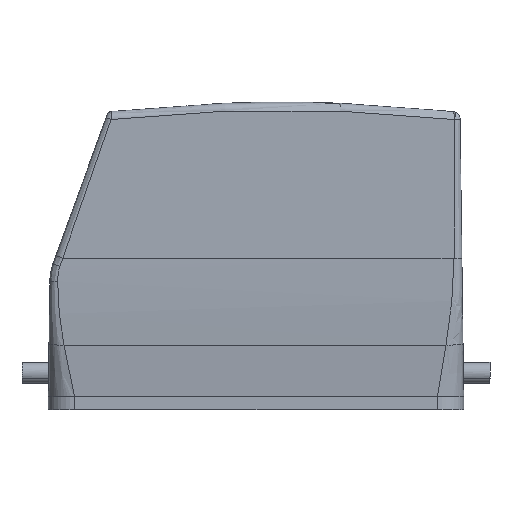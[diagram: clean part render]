
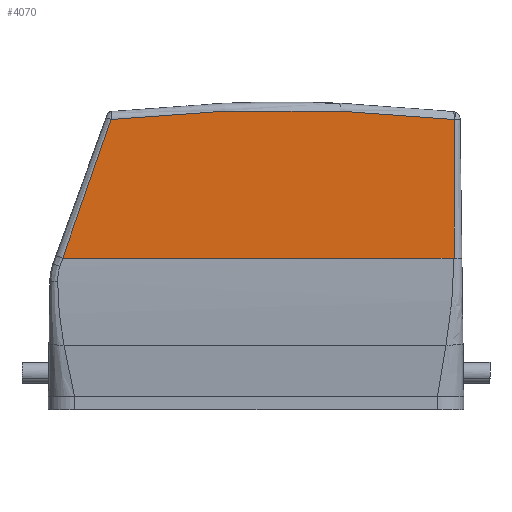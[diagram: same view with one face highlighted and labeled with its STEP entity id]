
A CAD part, left-side view. The second image highlights one B-rep face of the part: STEP entity #4070.
In plain terms, the highlighted planar face has unit normal (-1, 0, 0).
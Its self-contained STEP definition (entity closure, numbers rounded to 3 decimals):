
#4057=AXIS2_PLACEMENT_3D('Plane Axis2P3D',#4054,#4055,#4056) ;
#4061=AXIS2_PLACEMENT_3D('Circle Axis2P3D',#4059,#4060,$) ;
#1882=CARTESIAN_POINT('Line Origine',(0.,43.873,28.847)) ;
#1886=CARTESIAN_POINT('Vertex',(0.,81.259,28.847)) ;
#1888=CARTESIAN_POINT('Vertex',(0.,6.844,28.847)) ;
#2549=CARTESIAN_POINT('Control Point',(0.,72.065,55.218)) ;
#2550=CARTESIAN_POINT('Control Point',(0.,72.087,55.155)) ;
#2551=CARTESIAN_POINT('Control Point',(0.,72.11,55.091)) ;
#2552=CARTESIAN_POINT('Control Point',(0.,72.133,55.027)) ;
#2553=CARTESIAN_POINT('Control Point',(0.,72.2,54.841)) ;
#2554=CARTESIAN_POINT('Control Point',(0.,72.267,54.654)) ;
#2555=CARTESIAN_POINT('Control Point',(0.,72.359,54.399)) ;
#2556=CARTESIAN_POINT('Control Point',(0.,72.442,54.166)) ;
#2557=CARTESIAN_POINT('Control Point',(0.,72.525,53.933)) ;
#2558=CARTESIAN_POINT('Control Point',(0.,72.565,53.822)) ;
#2559=CARTESIAN_POINT('Control Point',(0.,72.644,53.601)) ;
#2560=CARTESIAN_POINT('Control Point',(0.,72.724,53.379)) ;
#2561=CARTESIAN_POINT('Control Point',(0.,72.763,53.268)) ;
#2562=CARTESIAN_POINT('Control Point',(0.,72.882,52.936)) ;
#2563=CARTESIAN_POINT('Control Point',(0.,73.001,52.604)) ;
#2564=CARTESIAN_POINT('Control Point',(0.,73.08,52.382)) ;
#2565=CARTESIAN_POINT('Control Point',(0.,73.317,51.717)) ;
#2566=CARTESIAN_POINT('Control Point',(0.,73.554,51.053)) ;
#2567=CARTESIAN_POINT('Control Point',(0.,73.711,50.609)) ;
#2568=CARTESIAN_POINT('Control Point',(0.,74.249,49.093)) ;
#2569=CARTESIAN_POINT('Control Point',(0.,74.785,47.577)) ;
#2570=CARTESIAN_POINT('Control Point',(0.,75.162,46.505)) ;
#2571=CARTESIAN_POINT('Control Point',(0.,76.292,43.286)) ;
#2572=CARTESIAN_POINT('Control Point',(0.,77.411,40.064)) ;
#2573=CARTESIAN_POINT('Control Point',(0.,78.155,37.913)) ;
#2574=CARTESIAN_POINT('Control Point',(0.,79.224,34.808)) ;
#2575=CARTESIAN_POINT('Control Point',(0.,80.288,31.7)) ;
#2576=CARTESIAN_POINT('Control Point',(0.,80.612,30.749)) ;
#2577=CARTESIAN_POINT('Control Point',(0.,80.936,29.798)) ;
#2578=CARTESIAN_POINT('Control Point',(0.,81.259,28.847)) ;
#2579=CARTESIAN_POINT('Vertex',(0.,72.065,55.218)) ;
#3281=CARTESIAN_POINT('Vertex',(0.,6.689,55.191)) ;
#3445=CARTESIAN_POINT('Control Point',(0.,6.689,55.191)) ;
#3446=CARTESIAN_POINT('Control Point',(0.,6.687,54.862)) ;
#3447=CARTESIAN_POINT('Control Point',(0.,6.685,54.529)) ;
#3448=CARTESIAN_POINT('Control Point',(0.,6.684,54.201)) ;
#3449=CARTESIAN_POINT('Control Point',(0.,6.681,53.539)) ;
#3450=CARTESIAN_POINT('Control Point',(0.,6.678,52.88)) ;
#3451=CARTESIAN_POINT('Control Point',(0.,6.677,52.549)) ;
#3452=CARTESIAN_POINT('Control Point',(0.,6.674,51.559)) ;
#3453=CARTESIAN_POINT('Control Point',(0.,6.672,50.568)) ;
#3454=CARTESIAN_POINT('Control Point',(0.,6.671,49.908)) ;
#3455=CARTESIAN_POINT('Control Point',(0.,6.67,47.928)) ;
#3456=CARTESIAN_POINT('Control Point',(0.,6.674,45.947)) ;
#3457=CARTESIAN_POINT('Control Point',(0.,6.679,44.627)) ;
#3458=CARTESIAN_POINT('Control Point',(0.,6.692,41.988)) ;
#3459=CARTESIAN_POINT('Control Point',(0.,6.711,39.349)) ;
#3460=CARTESIAN_POINT('Control Point',(0.,6.722,38.03)) ;
#3461=CARTESIAN_POINT('Control Point',(0.,6.743,35.825)) ;
#3462=CARTESIAN_POINT('Control Point',(0.,6.768,33.621)) ;
#3463=CARTESIAN_POINT('Control Point',(0.,6.78,32.735)) ;
#3464=CARTESIAN_POINT('Control Point',(0.,6.798,31.417)) ;
#3465=CARTESIAN_POINT('Control Point',(0.,6.821,30.099)) ;
#3466=CARTESIAN_POINT('Control Point',(0.,6.828,29.689)) ;
#3467=CARTESIAN_POINT('Control Point',(0.,6.836,29.272)) ;
#3468=CARTESIAN_POINT('Control Point',(0.,6.844,28.847)) ;
#4054=CARTESIAN_POINT('Axis2P3D Location',(0.,3.596,-25.715)) ;
#4059=CARTESIAN_POINT('Axis2P3D Location',(0.,39.5,-241.5)) ;
#1883=DIRECTION('Vector Direction',(0.,-1.,0.)) ;
#4055=DIRECTION('Axis2P3D Direction',(-1.,0.,0.)) ;
#4056=DIRECTION('Axis2P3D XDirection',(0.,-0.17,0.985)) ;
#4060=DIRECTION('Axis2P3D Direction',(-1.,0.,0.)) ;
#1884=VECTOR('Line Direction',#1883,1.) ;
#4065=ORIENTED_EDGE('',*,*,#4063,.T.) ;
#4066=ORIENTED_EDGE('',*,*,#2581,.F.) ;
#4067=ORIENTED_EDGE('',*,*,#1890,.T.) ;
#4068=ORIENTED_EDGE('',*,*,#3469,.T.) ;
#4070=ADVANCED_FACE('Hood',(#4069),#4058,.T.) ;
#2548=B_SPLINE_CURVE_WITH_KNOTS('',5,(#2549,#2550,#2551,#2552,#2553,#2554,#2555,#2556,#2557,#2558,#2559,#2560,#2561,#2562,#2563,#2564,#2565,#2566,#2567,#2568,#2569,#2570,#2571,#2572,#2573,#2574,#2575,#2576,#2577,#2578),.UNSPECIFIED.,.F.,.U.,(6,3,3,3,3,3,3,3,3,6),(87.603,87.947,88.598,89.189,89.78,90.962,93.325,99.047,110.491,115.531),.UNSPECIFIED.) ;
#3444=B_SPLINE_CURVE_WITH_KNOTS('',5,(#3445,#3446,#3447,#3448,#3449,#3450,#3451,#3452,#3453,#3454,#3455,#3456,#3457,#3458,#3459,#3460,#3461,#3462,#3463,#3464,#3465,#3466,#3467,#3468),.UNSPECIFIED.,.F.,.U.,(6,3,3,3,3,3,3,6),(3.972,5.619,7.265,10.558,17.144,23.729,28.158,30.315),.UNSPECIFIED.) ;
#4062=CIRCLE('generated circle',#4061,298.5) ;
#1890=EDGE_CURVE('',#1887,#1889,#1885,.T.) ;
#2581=EDGE_CURVE('',#1887,#2580,#2548,.F.) ;
#3469=EDGE_CURVE('',#1889,#3282,#3444,.F.) ;
#4063=EDGE_CURVE('',#3282,#2580,#4062,.T.) ;
#4064=EDGE_LOOP('',(#4065,#4066,#4067,#4068)) ;
#4069=FACE_OUTER_BOUND('',#4064,.T.) ;
#1885=LINE('Line',#1882,#1884) ;
#4058=PLANE('',#4057) ;
#1887=VERTEX_POINT('',#1886) ;
#1889=VERTEX_POINT('',#1888) ;
#2580=VERTEX_POINT('',#2579) ;
#3282=VERTEX_POINT('',#3281) ;
